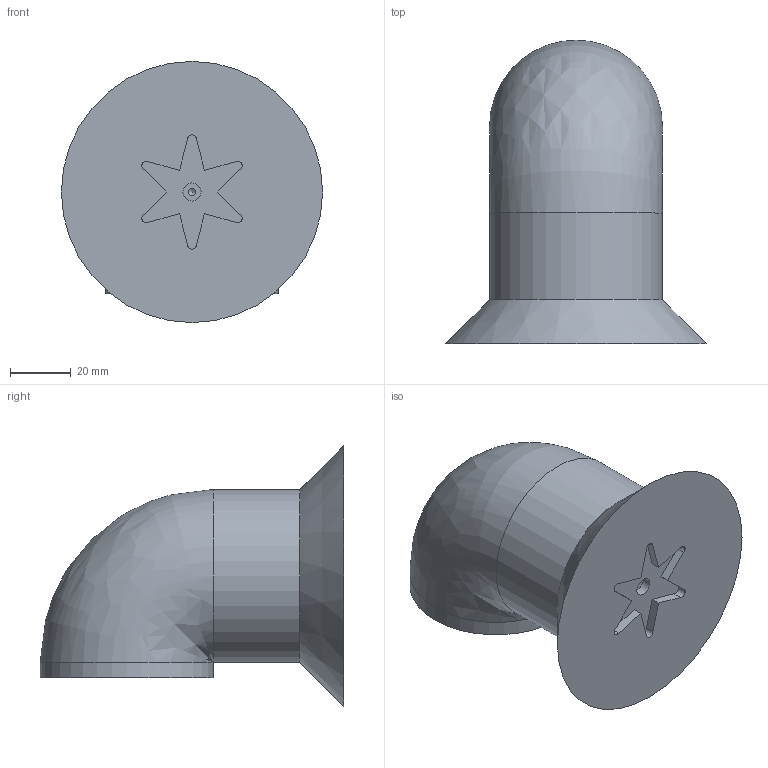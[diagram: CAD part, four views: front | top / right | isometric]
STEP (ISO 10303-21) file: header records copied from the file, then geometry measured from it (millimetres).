
FILE_DESCRIPTION(/* description */ (''),/* implementation_level */ '2;1');
FILE_NAME(/* name */ 'Codo 1 v4.step',/* time_stamp */ '2025-07-14T22:47:41-05:00',/* author */ (''),/* organization */ (''),/* preprocessor_version */ 'ST-DEVELOPER v20.1',/* originating_system */ 'Autodesk Translation Framework v14.10.0.0',/* authorisation */ '');
FILE_SCHEMA (('AUTOMOTIVE_DESIGN { 1 0 10303 214 3 1 1 }'));
Length unit declared in the file: millimetre
Products named in the file (1): Codo 1
Bounding box: 86 x 100 x 86 mm (x, y, z)
Volume: 260356.4 mm3; surface area: 27765.9 mm2
Topology: 1 solids, 1 shells, 37 faces, 95 edges, 60 vertices
Faces by surface type: plane 16, cylinder 14, cone 6, bspline 1
Full cylindrical faces by diameter (mm): 2.529 x5, 6 x1, 57 x2
Entity records: 1141 total; most frequent: CARTESIAN_POINT 212, DIRECTION 194, ORIENTED_EDGE 176, EDGE_CURVE 88, AXIS2_PLACEMENT_3D 69, VERTEX_POINT 60, LINE 56, VECTOR 56
